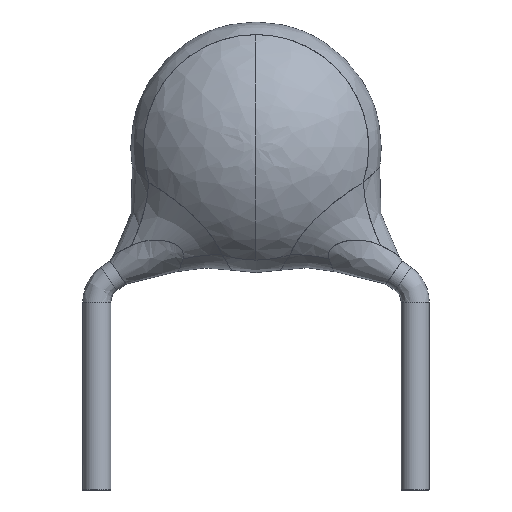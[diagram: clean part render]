
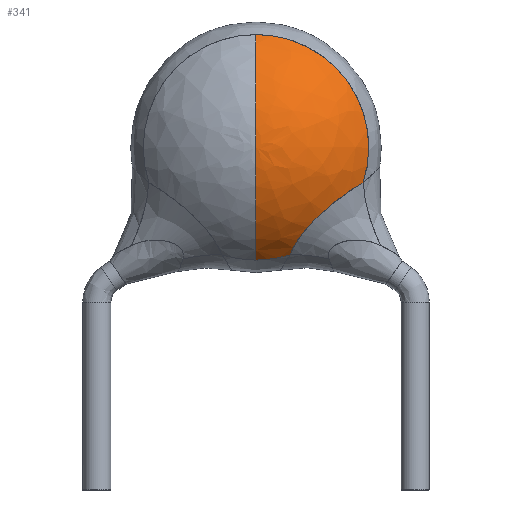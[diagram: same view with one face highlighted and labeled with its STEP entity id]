
A CAD part, front view. The second image highlights one B-rep face of the part: STEP entity #341.
In plain terms, the highlighted free-form (B-spline) face has degree [2, 2] with [5, 5] control points.
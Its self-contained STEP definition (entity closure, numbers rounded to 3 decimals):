
#341=ADVANCED_FACE('',(#377),#999,.T.);
#377=FACE_OUTER_BOUND('',#413,.T.);
#413=EDGE_LOOP('',(#519,#520,#521,#522,#523));
#519=ORIENTED_EDGE('',*,*,#668,.T.);
#520=ORIENTED_EDGE('',*,*,#666,.T.);
#521=ORIENTED_EDGE('',*,*,#667,.T.);
#522=ORIENTED_EDGE('',*,*,#662,.T.);
#523=ORIENTED_EDGE('',*,*,#661,.F.);
#661=EDGE_CURVE('',#921,#923,#837,.T.);
#662=EDGE_CURVE('',#922,#923,#838,.T.);
#666=EDGE_CURVE('',#926,#927,#841,.T.);
#667=EDGE_CURVE('',#927,#922,#750,.T.);
#668=EDGE_CURVE('',#921,#926,#842,.T.);
#750=B_SPLINE_CURVE_WITH_KNOTS('',3,(#2052,#2053,#2054,#2055,#2056,#2057,
#2058,#2059,#2060,#2061,#2062,#2063,#2064,#2065,#2066,#2067,#2068,#2069,
#2070,#2071,#2072,#2073,#2074,#2075,#2076,#2077,#2078,#2079,#2080,#2081,
#2082,#2083,#2084,#2085,#2086,#2087,#2088,#2089),.UNSPECIFIED.,.F.,.F.,
(4,2,2,2,2,2,2,2,2,2,2,2,2,2,2,2,2,2,4),(-1.,-0.969,-0.938,
-0.875,-0.813,-0.75,-0.688,
-0.625,-0.563,-0.5,-0.437,
-0.375,-0.312,-0.25,-0.187,
-0.125,-0.094,-0.062,0.),
 .UNSPECIFIED.);
#837=(
BOUNDED_CURVE()
B_SPLINE_CURVE(2,(#1999,#2000,#2001),.UNSPECIFIED.,.F.,.F.)
B_SPLINE_CURVE_WITH_KNOTS((3,3),(-1.571,-0.644),
 .UNSPECIFIED.)
CURVE()
GEOMETRIC_REPRESENTATION_ITEM()
RATIONAL_B_SPLINE_CURVE((1.,0.894,1.))
REPRESENTATION_ITEM('')
);
#838=(
BOUNDED_CURVE()
B_SPLINE_CURVE(2,(#2002,#2003,#2004,#2005,#2006),.UNSPECIFIED.,.F.,.F.)
B_SPLINE_CURVE_WITH_KNOTS((3,2,3),(-6.802,-5.101,
-3.401),.UNSPECIFIED.)
CURVE()
GEOMETRIC_REPRESENTATION_ITEM()
RATIONAL_B_SPLINE_CURVE((1.,0.891,1.,0.891,1.))
REPRESENTATION_ITEM('')
);
#841=(
BOUNDED_CURVE()
B_SPLINE_CURVE(2,(#2049,#2050,#2051),.UNSPECIFIED.,.F.,.F.)
B_SPLINE_CURVE_WITH_KNOTS((3,3),(-0.553,0.),.UNSPECIFIED.)
CURVE()
GEOMETRIC_REPRESENTATION_ITEM()
RATIONAL_B_SPLINE_CURVE((1.,0.988,1.))
REPRESENTATION_ITEM('')
);
#842=(
BOUNDED_CURVE()
B_SPLINE_CURVE(2,(#2090,#2091,#2092),.UNSPECIFIED.,.F.,.F.)
B_SPLINE_CURVE_WITH_KNOTS((3,3),(-1.571,-0.644),
 .UNSPECIFIED.)
CURVE()
GEOMETRIC_REPRESENTATION_ITEM()
RATIONAL_B_SPLINE_CURVE((1.,0.894,1.))
REPRESENTATION_ITEM('')
);
#921=VERTEX_POINT('',#1992);
#922=VERTEX_POINT('',#1993);
#923=VERTEX_POINT('',#1994);
#926=VERTEX_POINT('',#1997);
#927=VERTEX_POINT('',#1998);
#999=(
BOUNDED_SURFACE()
B_SPLINE_SURFACE(2,2,((#1942,#1943,#1944,#1945,#1946),(#1947,#1948,#1949,
#1950,#1951),(#1952,#1953,#1954,#1955,#1956),(#1957,#1958,#1959,#1960,#1961),
(#1962,#1963,#1964,#1965,#1966)),.UNSPECIFIED.,.F.,.F.,.F.)
B_SPLINE_SURFACE_WITH_KNOTS((3,2,3),(3,2,3),(0.,1.571,3.142),
(-1.571,0.,1.571),.UNSPECIFIED.)
GEOMETRIC_REPRESENTATION_ITEM()
RATIONAL_B_SPLINE_SURFACE(((1.,0.707,1.,0.707,1.),
(0.707,0.5,0.707,0.5,0.707),(1.,0.707,
1.,0.707,1.),(0.707,0.5,0.707,0.5,0.707),
(1.,0.707,1.,0.707,1.)))
REPRESENTATION_ITEM('')
SURFACE()
);
#1942=CARTESIAN_POINT('',(2.54,-1.5,2.471));
#1943=CARTESIAN_POINT('',(2.54,-1.5,4.721));
#1944=CARTESIAN_POINT('',(2.54,0.75,4.721));
#1945=CARTESIAN_POINT('',(2.54,3.,4.721));
#1946=CARTESIAN_POINT('',(2.54,3.,2.471));
#1947=CARTESIAN_POINT('',(2.54,-1.5,2.471));
#1948=CARTESIAN_POINT('',(4.79,-1.5,4.721));
#1949=CARTESIAN_POINT('',(4.79,0.75,4.721));
#1950=CARTESIAN_POINT('',(4.79,3.,4.721));
#1951=CARTESIAN_POINT('',(2.54,3.,2.471));
#1952=CARTESIAN_POINT('',(2.54,-1.5,2.471));
#1953=CARTESIAN_POINT('',(4.79,-1.5,2.471));
#1954=CARTESIAN_POINT('',(4.79,0.75,2.471));
#1955=CARTESIAN_POINT('',(4.79,3.,2.471));
#1956=CARTESIAN_POINT('',(2.54,3.,2.471));
#1957=CARTESIAN_POINT('',(2.54,-1.5,2.471));
#1958=CARTESIAN_POINT('',(4.79,-1.5,0.221));
#1959=CARTESIAN_POINT('',(4.79,0.75,0.221));
#1960=CARTESIAN_POINT('',(4.79,3.,0.221));
#1961=CARTESIAN_POINT('',(2.54,3.,2.471));
#1962=CARTESIAN_POINT('',(2.54,-1.5,2.471));
#1963=CARTESIAN_POINT('',(2.54,-1.5,0.221));
#1964=CARTESIAN_POINT('',(2.54,0.75,0.221));
#1965=CARTESIAN_POINT('',(2.54,3.,0.221));
#1966=CARTESIAN_POINT('',(2.54,3.,2.471));
#1992=CARTESIAN_POINT('',(2.54,-1.5,2.471));
#1993=CARTESIAN_POINT('',(4.249,-0.6,1.907));
#1994=CARTESIAN_POINT('',(2.54,-0.6,4.271));
#1997=CARTESIAN_POINT('',(2.54,-0.6,0.671));
#1998=CARTESIAN_POINT('',(3.084,-0.6,0.755));
#1999=CARTESIAN_POINT('',(2.54,-1.5,2.471));
#2000=CARTESIAN_POINT('',(2.54,-1.5,3.596));
#2001=CARTESIAN_POINT('',(2.54,-0.6,4.271));
#2002=CARTESIAN_POINT('',(4.249,-0.6,1.907));
#2003=CARTESIAN_POINT('',(4.537,-0.6,2.78));
#2004=CARTESIAN_POINT('',(3.999,-0.6,3.525));
#2005=CARTESIAN_POINT('',(3.46,-0.6,4.271));
#2006=CARTESIAN_POINT('',(2.54,-0.6,4.271));
#2049=CARTESIAN_POINT('',(2.54,-0.6,0.671));
#2050=CARTESIAN_POINT('',(2.819,-0.6,0.671));
#2051=CARTESIAN_POINT('',(3.084,-0.6,0.755));
#2052=CARTESIAN_POINT('',(3.084,-0.6,0.755));
#2053=CARTESIAN_POINT('',(3.09,-0.617,0.77));
#2054=CARTESIAN_POINT('',(3.097,-0.634,0.786));
#2055=CARTESIAN_POINT('',(3.111,-0.665,0.817));
#2056=CARTESIAN_POINT('',(3.118,-0.681,0.833));
#2057=CARTESIAN_POINT('',(3.142,-0.724,0.88));
#2058=CARTESIAN_POINT('',(3.159,-0.75,0.911));
#2059=CARTESIAN_POINT('',(3.197,-0.796,0.972));
#2060=CARTESIAN_POINT('',(3.217,-0.815,1.002));
#2061=CARTESIAN_POINT('',(3.258,-0.85,1.061));
#2062=CARTESIAN_POINT('',(3.279,-0.865,1.089));
#2063=CARTESIAN_POINT('',(3.323,-0.89,1.143));
#2064=CARTESIAN_POINT('',(3.345,-0.9,1.17));
#2065=CARTESIAN_POINT('',(3.39,-0.917,1.221));
#2066=CARTESIAN_POINT('',(3.413,-0.924,1.246));
#2067=CARTESIAN_POINT('',(3.459,-0.934,1.294));
#2068=CARTESIAN_POINT('',(3.483,-0.937,1.318));
#2069=CARTESIAN_POINT('',(3.53,-0.941,1.365));
#2070=CARTESIAN_POINT('',(3.554,-0.942,1.387));
#2071=CARTESIAN_POINT('',(3.603,-0.94,1.432));
#2072=CARTESIAN_POINT('',(3.628,-0.937,1.454));
#2073=CARTESIAN_POINT('',(3.678,-0.93,1.498));
#2074=CARTESIAN_POINT('',(3.704,-0.925,1.52));
#2075=CARTESIAN_POINT('',(3.756,-0.912,1.563));
#2076=CARTESIAN_POINT('',(3.783,-0.904,1.584));
#2077=CARTESIAN_POINT('',(3.837,-0.884,1.627));
#2078=CARTESIAN_POINT('',(3.865,-0.873,1.648));
#2079=CARTESIAN_POINT('',(3.921,-0.846,1.69));
#2080=CARTESIAN_POINT('',(3.95,-0.831,1.711));
#2081=CARTESIAN_POINT('',(4.008,-0.797,1.753));
#2082=CARTESIAN_POINT('',(4.038,-0.778,1.773));
#2083=CARTESIAN_POINT('',(4.083,-0.746,1.803));
#2084=CARTESIAN_POINT('',(4.098,-0.734,1.813));
#2085=CARTESIAN_POINT('',(4.128,-0.711,1.833));
#2086=CARTESIAN_POINT('',(4.143,-0.698,1.843));
#2087=CARTESIAN_POINT('',(4.189,-0.659,1.872));
#2088=CARTESIAN_POINT('',(4.219,-0.631,1.89));
#2089=CARTESIAN_POINT('',(4.249,-0.6,1.907));
#2090=CARTESIAN_POINT('',(2.54,-1.5,2.471));
#2091=CARTESIAN_POINT('',(2.54,-1.5,1.346));
#2092=CARTESIAN_POINT('',(2.54,-0.6,0.671));
